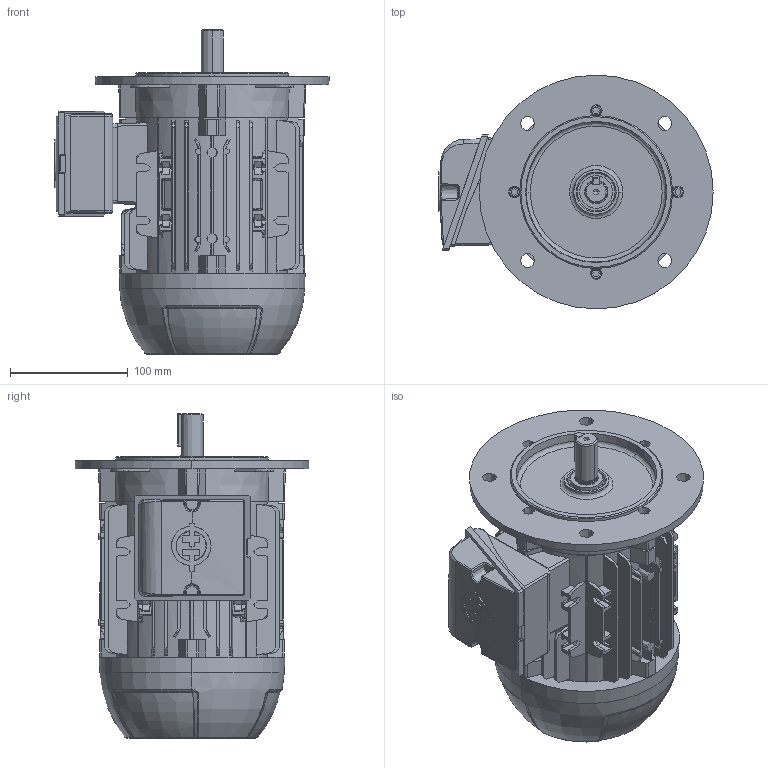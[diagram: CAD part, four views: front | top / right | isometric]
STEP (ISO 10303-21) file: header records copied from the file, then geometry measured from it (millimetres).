
FILE_DESCRIPTION (( 'STEP AP203' ), '1' );
FILE_NAME ('IEC80 B3D.STEP', '2021-11-05T10:52:56', ( '' ), ( '' ), 'SwSTEP 2.0', 'SolidWorks 2018', '' );
FILE_SCHEMA (( 'CONFIG_CONTROL_DESIGN' ));
Length unit declared in the file: millimetre
Products named in the file (28): 105006192; 105035112_50.5007.595- FF PadrÆo; Parafuso Altracs M5; 500014959; 105033022; 500014957B; 105007077; 500014959_10.5007.078; 500014957B_10.5007.074; EIXO IEC 80_50.5087.043; Parafuso Altracs M5_10.5011.286 x 22; 105035112; 105011241; EIXO IEC 80; 105024-PLACA DE DADOS; 105006192_50.5307.040; IEC80  B3D; 105032001_10.5032.006-6-6x28; 105032001; 105024-PLACA DE DADOS_10.5024.424
Assembly tree (17 placements, depth 2):
  105006192
  Parafuso Altracs M5
  500014959
  105033022
  500014957B
Bounding box: 233.23 x 198.9 x 276 mm (x, y, z)
Volume: 4064342.5 mm3; surface area: 405701.4 mm2
Topology: 17 solids, 17 shells, 2001 faces, 5267 edges, 3381 vertices
Faces by surface type: plane 932, cylinder 466, bspline 267, cone 206, torus 78, sphere 52
Entity records: 70014 total; most frequent: CARTESIAN_POINT 24518, ORIENTED_EDGE 9844, DIRECTION 7854, EDGE_CURVE 4922, VERTEX_POINT 3180, AXIS2_PLACEMENT_3D 2645, VECTOR 2564, LINE 2564
